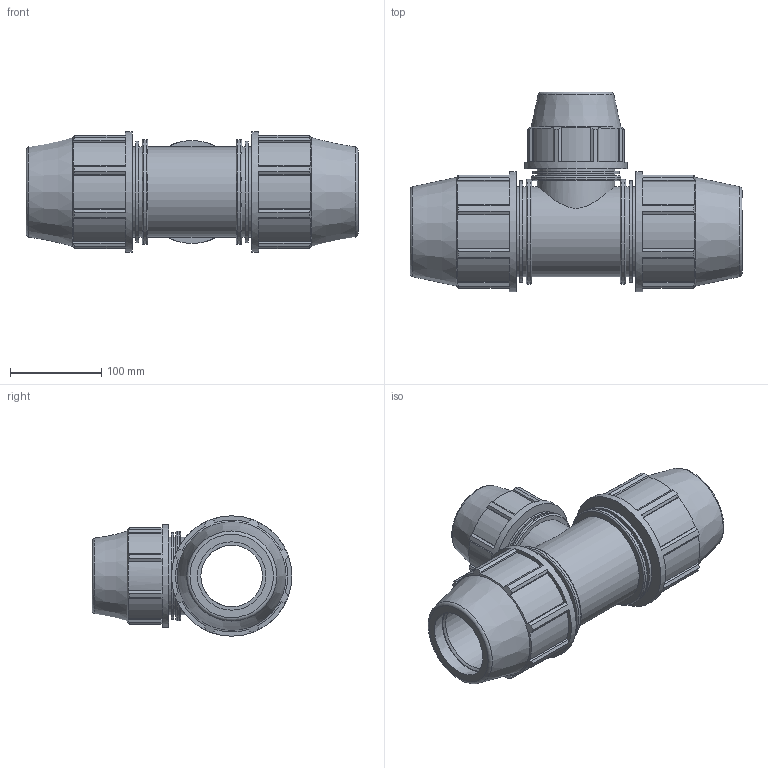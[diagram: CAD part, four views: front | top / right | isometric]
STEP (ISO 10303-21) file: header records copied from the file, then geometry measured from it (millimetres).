
FILE_DESCRIPTION(/* description */ ('PLASSON REDUCING TEE 75-63-75'),/* implementation_level */ '2;1');
FILE_NAME(/* name */ '873400075063_183400075063.ipt.stp',/* time_stamp */ '2017-06-08T04:13:44+03:00',/* author */ ('KIM'),/* organization */ (''),/* preprocessor_version */ 'ST-DEVELOPER v15.6',/* originating_system */ 'Autodesk Inventor 2015',/* authorisation */ '');
FILE_SCHEMA (('AUTOMOTIVE_DESIGN { 1 0 10303 214 3 1 1 }'));
Length unit declared in the file: millimetre
Products named in the file (1): 873400075063_183400075063
Bounding box: 364 x 219 x 132 mm (x, y, z)
Volume: 2504199.1 mm3; surface area: 328889.6 mm2
Topology: 1 solids, 1 shells, 211 faces, 558 edges, 367 vertices
Faces by surface type: plane 144, cylinder 46, cone 12, torus 9
Full cylindrical faces by diameter (mm): 56.7 x1, 63 x1, 67.5 x1, 75 x2, 84.75 x3, 95.361 x1, 98.31 x1, 99 x5, 111.395 x2, 113 x1, 114.84 x2, 132 x2
Entity records: 6647 total; most frequent: CARTESIAN_POINT 1426, DIRECTION 1030, ORIENTED_EDGE 998, EDGE_CURVE 499, AXIS2_PLACEMENT_3D 371, VERTEX_POINT 355, LINE 288, VECTOR 288
